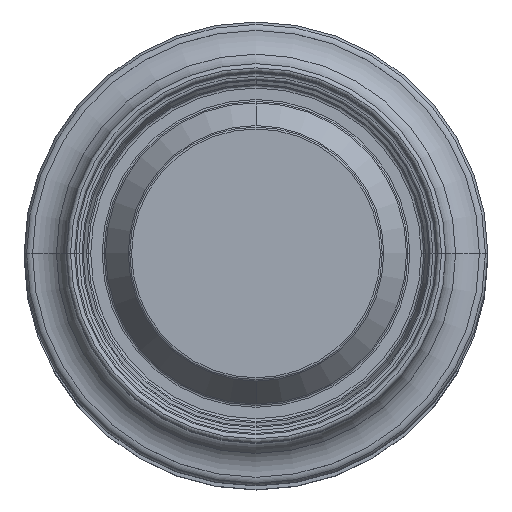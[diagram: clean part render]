
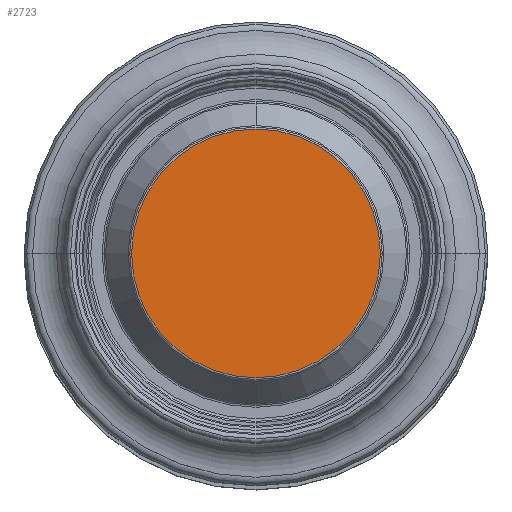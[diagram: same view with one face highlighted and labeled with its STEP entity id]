
A CAD part, top view. The second image highlights one B-rep face of the part: STEP entity #2723.
In plain terms, the highlighted planar face has unit normal (0, 0, 1).
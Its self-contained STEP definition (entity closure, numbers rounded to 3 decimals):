
#1221=CARTESIAN_POINT('',(0.,0.,325.));
#1222=DIRECTION('',(0.,0.,-1.));
#1223=DIRECTION('',(0.,-1.,0.));
#1224=AXIS2_PLACEMENT_3D('',#1221,#1222,#1223);
#1229=CARTESIAN_POINT('',(0.,0.,325.));
#1230=DIRECTION('',(0.,0.,-1.));
#1231=DIRECTION('',(-1.,0.,0.));
#1232=AXIS2_PLACEMENT_3D('',#1229,#1230,#1231);
#1237=CARTESIAN_POINT('',(0.,0.,325.));
#1238=DIRECTION('',(0.,0.,-1.));
#1239=DIRECTION('',(0.,1.,0.));
#1240=AXIS2_PLACEMENT_3D('',#1237,#1238,#1239);
#1245=CARTESIAN_POINT('',(0.,0.,325.));
#1246=DIRECTION('',(0.,0.,-1.));
#1247=DIRECTION('',(1.,0.,0.));
#1248=AXIS2_PLACEMENT_3D('',#1245,#1246,#1247);
#1321=CARTESIAN_POINT('',(0.,14.75,325.));
#1322=CARTESIAN_POINT('',(14.75,0.,325.));
#1323=VERTEX_POINT('',#1321);
#1324=VERTEX_POINT('',#1322);
#1325=CARTESIAN_POINT('',(-14.75,0.,325.));
#1326=VERTEX_POINT('',#1325);
#1327=CARTESIAN_POINT('',(0.,-14.75,325.));
#1328=VERTEX_POINT('',#1327);
#2710=CARTESIAN_POINT('',(0.,0.,325.));
#2711=DIRECTION('',(0.,0.,1.));
#2712=DIRECTION('',(0.,1.,0.));
#2713=AXIS2_PLACEMENT_3D('',#2710,#2711,#2712);
#2714=PLANE('',#2713);
#2716=ORIENTED_EDGE('',*,*,#2715,.T.);
#2717=ORIENTED_EDGE('',*,*,#2693,.T.);
#2718=ORIENTED_EDGE('',*,*,#2691,.T.);
#2720=ORIENTED_EDGE('',*,*,#2719,.T.);
#2721=EDGE_LOOP('',(#2716,#2717,#2718,#2720));
#2722=FACE_OUTER_BOUND('',#2721,.F.);
#1225=CIRCLE('',#1224,14.75);
#1233=CIRCLE('',#1232,14.75);
#1241=CIRCLE('',#1240,14.75);
#1249=CIRCLE('',#1248,14.75);
#2691=EDGE_CURVE('',#1323,#1324,#1241,.T.);
#2693=EDGE_CURVE('',#1326,#1323,#1233,.T.);
#2715=EDGE_CURVE('',#1328,#1326,#1225,.T.);
#2719=EDGE_CURVE('',#1324,#1328,#1249,.T.);
#2723=ADVANCED_FACE('',(#2722),#2714,.T.);
